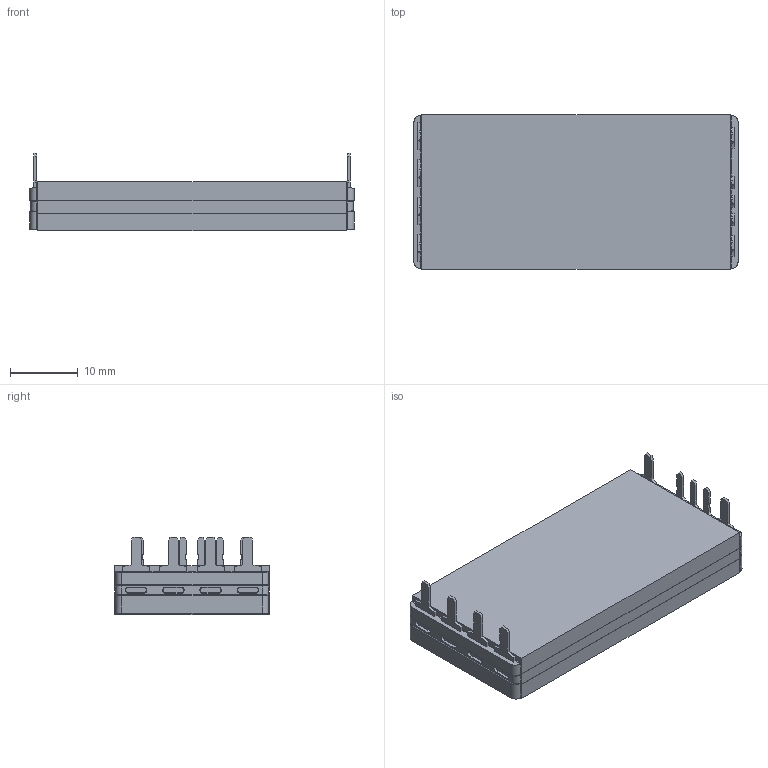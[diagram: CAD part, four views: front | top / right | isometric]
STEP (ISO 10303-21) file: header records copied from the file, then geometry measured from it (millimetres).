
FILE_DESCRIPTION (( 'STEP AP214' ), '1' );
FILE_NAME ('VicorDCM.STEP', '2019-10-31T00:05:18', ( '' ), ( '' ), 'SwSTEP 2.0', 'SolidWorks 2017', '' );
FILE_SCHEMA (( 'AUTOMOTIVE_DESIGN' ));
Length unit declared in the file: inch
Products named in the file (22): Copy of Copy of LAYER_13^Copy of legacy stackup_4623 MOLD BODY; 40322; VicorDCM; Copy of Copy of LAYER_07^Copy of legacy stackup_4623 MOLD BODY; Copy of MOLDBODY_UPPER^4623 MOLD BODY; Copy of Copy of LAYER_02^Copy of legacy stackup_4623 MOLD BODY; Copy of Copy of LAYER_06^Copy of legacy stackup_4623 MOLD BODY; Copy of MOLDBODY_LOWER^4623 MOLD BODY; Copy of Copy of LAYER_09^Copy of legacy stackup_4623 MOLD BODY; Copy of Copy of LAYER_03^Copy of legacy stackup_4623 MOLD BODY; Copy of Copy of LAYER_11^Copy of legacy stackup_4623 MOLD BODY; Copy of Copy of LAYER_01^Copy of legacy stackup_4623 MOLD BODY; Copy of Copy of LAYER_05^Copy of legacy stackup_4623 MOLD BODY; Copy of Copy of LAYER_12^Copy of legacy stackup_4623 MOLD BODY; Copy of MOLDBODY2_VENTED_TERMINAL_BLOCK_INPUT_23FAMILY_SMD.1^40324-1; Copy of Copy of LAYER_08^Copy of legacy stackup_4623 MOLD BODY; Copy of Copy of LAYER_04^Copy of legacy stackup_4623 MOLD BODY; Copy of Copy of LAYER_14^Copy of legacy stackup_4623 MOLD BODY; Copy of Copy of LAMINATE_CAVITY^Copy of legacy stackup_4623 MOLD BODY; 40322-1; Copy of MOLDBODY2_VENTED_TERMINAL_BLOCK_OUTPUT_23FAMILY_SMD.1^40324; Copy of Copy of LAYER_10^Copy of legacy stackup_4623 MOLD BODY
Assembly tree (21 placements, depth 2):
  VicorDCM
    Copy of MOLDBODY2_VENTED_TERMINAL_BLOCK_OUTPUT_23FAMILY_SMD.1^40324
    40322
    Copy of MOLDBODY2_VENTED_TERMINAL_BLOCK_INPUT_23FAMILY_SMD.1^40324-1
    40322-1
    Copy of MOLDBODY_UPPER^4623 MOLD BODY
    Copy of MOLDBODY_LOWER^4623 MOLD BODY
    Copy of Copy of LAMINATE_CAVITY^Copy of legacy stackup_4623 MOLD BODY
    Copy of Copy of LAYER_04^Copy of legacy stackup_4623 MOLD BODY
    Copy of Copy of LAYER_05^Copy of legacy stackup_4623 MOLD BODY
    Copy of Copy of LAYER_06^Copy of legacy stackup_4623 MOLD BODY
    Copy of Copy of LAYER_07^Copy of legacy stackup_4623 MOLD BODY
    Copy of Copy of LAYER_08^Copy of legacy stackup_4623 MOLD BODY
    Copy of Copy of LAYER_09^Copy of legacy stackup_4623 MOLD BODY
    Copy of Copy of LAYER_10^Copy of legacy stackup_4623 MOLD BODY
    Copy of Copy of LAYER_11^Copy of legacy stackup_4623 MOLD BODY
    Copy of Copy of LAYER_02^Copy of legacy stackup_4623 MOLD BODY
    Copy of Copy of LAYER_01^Copy of legacy stackup_4623 MOLD BODY
    Copy of Copy of LAYER_12^Copy of legacy stackup_4623 MOLD BODY
    Copy of Copy of LAYER_13^Copy of legacy stackup_4623 MOLD BODY
    Copy of Copy of LAYER_03^Copy of legacy stackup_4623 MOLD BODY
    Copy of Copy of LAYER_14^Copy of legacy stackup_4623 MOLD BODY
Bounding box: 47.91 x 22.8 x 11.43 mm (x, y, z)
Volume: 8005.1 mm3; surface area: 59873.1 mm2
Topology: 28 solids, 28 shells, 1344 faces, 4068 edges, 2682 vertices
Faces by surface type: plane 1302, cone 18, cylinder 16, bspline 8
Entity records: 47288 total; most frequent: CARTESIAN_POINT 8426, ORIENTED_EDGE 8136, DIRECTION 6816, EDGE_CURVE 4068, VECTOR 3992, LINE 3992, VERTEX_POINT 2682, EDGE_LOOP 1474
